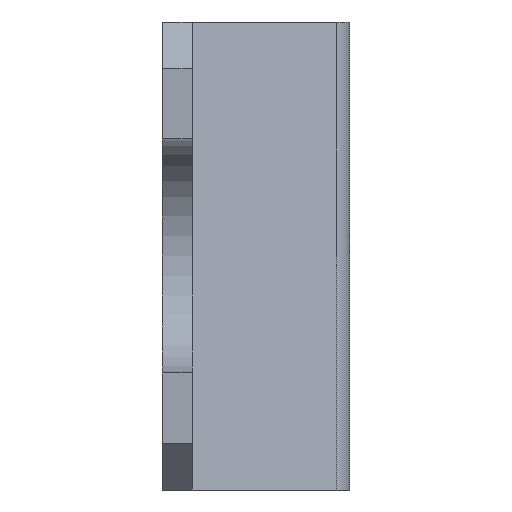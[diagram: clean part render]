
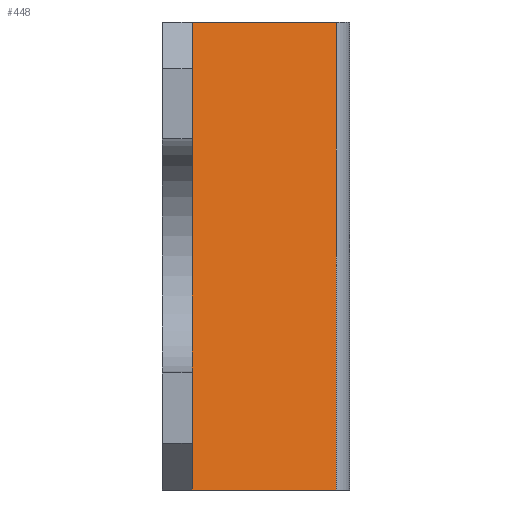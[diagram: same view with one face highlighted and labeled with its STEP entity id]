
A CAD part, left-side view. The second image highlights one B-rep face of the part: STEP entity #448.
In plain terms, the highlighted planar face has unit normal (-0.83, -0.558, 0).
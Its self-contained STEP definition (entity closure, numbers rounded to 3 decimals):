
#153 = CARTESIAN_POINT ( 'NONE',  ( 46.844, -18.585, 25. ) ) ;
#158 = DIRECTION ( 'NONE',  ( 0.83, 0.558, 0. ) ) ;
#159 = CARTESIAN_POINT ( 'NONE',  ( 46.844, -18.585, 25. ) ) ;
#160 = AXIS2_PLACEMENT_3D ( 'NONE', #159, #158, #206 ) ;
#161 = PLANE ( 'NONE',  #160 ) ;
#162 = FACE_OUTER_BOUND ( 'NONE', #453, .T. ) ;
#167 = LINE ( 'NONE', #303, #243 ) ;
#195 = CARTESIAN_POINT ( 'NONE',  ( 36.5, -3.2, 25. ) ) ;
#198 = CARTESIAN_POINT ( 'NONE',  ( 36.5, -3.2, -25. ) ) ;
#206 = DIRECTION ( 'NONE',  ( -0.558, 0.83, 0. ) ) ;
#237 = DIRECTION ( 'NONE',  ( 0., 0., -1. ) ) ;
#238 = VECTOR ( 'NONE', #237, 1000. ) ;
#239 = CARTESIAN_POINT ( 'NONE',  ( 46.844, -18.585, 25. ) ) ;
#240 = LINE ( 'NONE', #239, #238 ) ;
#242 = DIRECTION ( 'NONE',  ( 0., 0., -1. ) ) ;
#243 = VECTOR ( 'NONE', #242, 1000. ) ;
#287 = CARTESIAN_POINT ( 'NONE',  ( 46.844, -18.585, -25. ) ) ;
#303 = CARTESIAN_POINT ( 'NONE',  ( 36.5, -3.2, 25. ) ) ;
#409 = EDGE_CURVE ( 'NONE', #422, #456, #774, .T. ) ;
#412 = ORIENTED_EDGE ( 'NONE', *, *, #420, .T. ) ;
#413 = EDGE_CURVE ( 'NONE', #414, #442, #768, .T. ) ;
#414 = VERTEX_POINT ( 'NONE', #195 ) ;
#420 = EDGE_CURVE ( 'NONE', #414, #422, #167, .T. ) ;
#422 = VERTEX_POINT ( 'NONE', #198 ) ;
#441 = ORIENTED_EDGE ( 'NONE', *, *, #409, .T. ) ;
#442 = VERTEX_POINT ( 'NONE', #153 ) ;
#443 = ORIENTED_EDGE ( 'NONE', *, *, #413, .F. ) ;
#445 = ORIENTED_EDGE ( 'NONE', *, *, #446, .F. ) ;
#446 = EDGE_CURVE ( 'NONE', #442, #456, #240, .T. ) ;
#448 = ADVANCED_FACE ( 'NONE', ( #162 ), #161, .F. ) ;
#453 = EDGE_LOOP ( 'NONE', ( #441, #445, #443, #412 ) ) ;
#456 = VERTEX_POINT ( 'NONE', #287 ) ;
#761 = DIRECTION ( 'NONE',  ( 0.558, -0.83, 0. ) ) ;
#762 = VECTOR ( 'NONE', #761, 1000. ) ;
#763 = CARTESIAN_POINT ( 'NONE',  ( 46.844, -18.585, 25. ) ) ;
#768 = LINE ( 'NONE', #763, #762 ) ;
#771 = DIRECTION ( 'NONE',  ( 0.558, -0.83, 0. ) ) ;
#772 = VECTOR ( 'NONE', #771, 1000. ) ;
#773 = CARTESIAN_POINT ( 'NONE',  ( 46.844, -18.585, -25. ) ) ;
#774 = LINE ( 'NONE', #773, #772 ) ;
